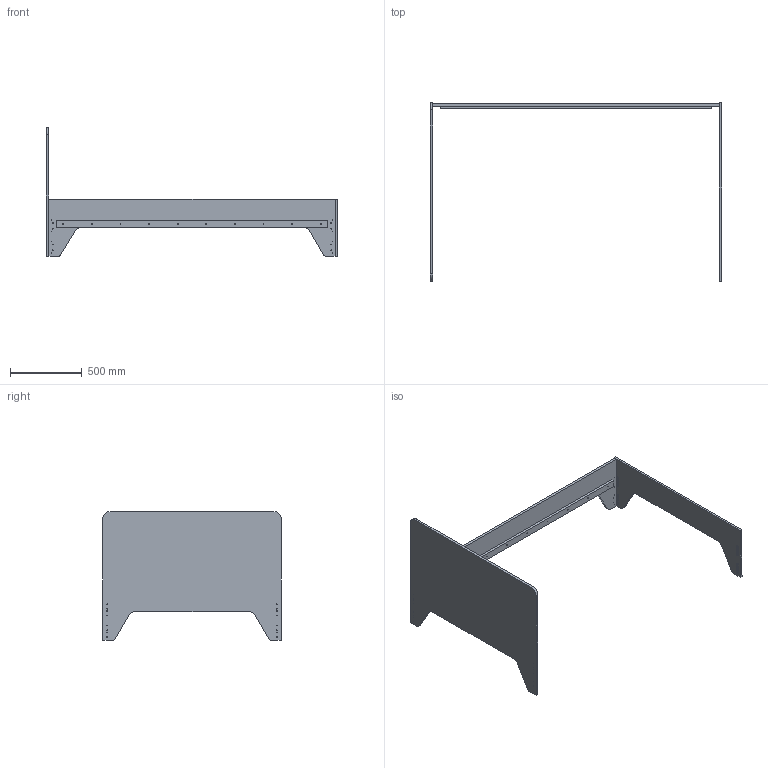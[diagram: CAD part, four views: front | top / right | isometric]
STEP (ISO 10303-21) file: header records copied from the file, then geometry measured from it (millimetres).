
FILE_DESCRIPTION(/* description */ (''),/* implementation_level */ '2;1');
FILE_NAME(/* name */ 'Seng5 v6.step',/* time_stamp */ '2023-04-25T14:49:52+02:00',/* author */ (''),/* organization */ (''),/* preprocessor_version */ 'ST-DEVELOPER v19.2',/* originating_system */ 'Autodesk Translation Framework v12.4.0.73',/* authorisation */ '');
FILE_SCHEMA (('AUTOMOTIVE_DESIGN { 1 0 10303 214 3 1 1 }'));
Length unit declared in the file: millimetre
Products named in the file (5): Seng5; Component1; Component2; Component3; Component4
Assembly tree (4 placements, depth 2):
  Seng5
    Component1
    Component2
    Component3
    Component4
Bounding box: 2036 x 1246 x 901.08 mm (x, y, z)
Volume: 32010427.3 mm3; surface area: 3876305.9 mm2
Topology: 4 solids, 4 shells, 216 faces, 485 edges, 319 vertices
Faces by surface type: plane 142, cylinder 74
Full cylindrical faces by diameter (mm): 3.5 x16, 4.5 x32, 6 x12
Entity records: 6221 total; most frequent: DIRECTION 1102, CARTESIAN_POINT 1029, ORIENTED_EDGE 970, EDGE_CURVE 485, AXIS2_PLACEMENT_3D 392, VERTEX_POINT 319, LINE 318, VECTOR 318
